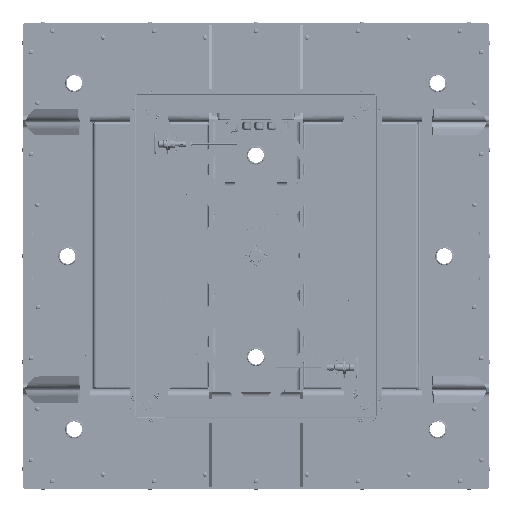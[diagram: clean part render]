
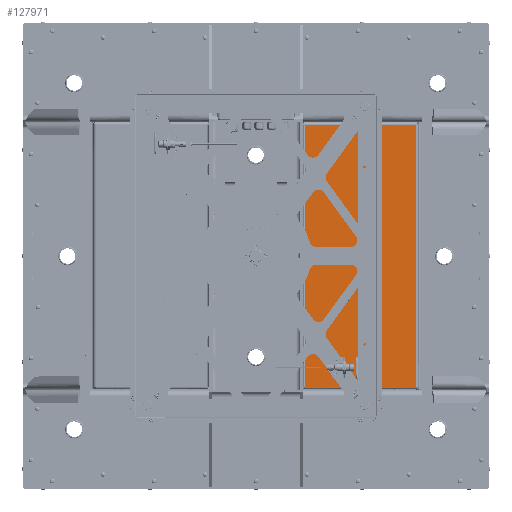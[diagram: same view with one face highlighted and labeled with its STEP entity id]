
A CAD part, top view. The second image highlights one B-rep face of the part: STEP entity #127971.
In plain terms, the highlighted planar face has unit normal (0, 0, 1).
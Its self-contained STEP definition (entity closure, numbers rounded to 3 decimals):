
#4332=PLANE('',#136270);
#8487=FACE_OUTER_BOUND('',#15834,.T.);
#15834=EDGE_LOOP('',(#83602,#83603,#83604,#83605));
#24587=LINE('',#190290,#34422);
#24620=LINE('',#190864,#34455);
#24655=LINE('',#190970,#34490);
#24660=LINE('',#191036,#34495);
#34422=VECTOR('',#151597,10.);
#34455=VECTOR('',#151668,10.);
#34490=VECTOR('',#151747,10.);
#34495=VECTOR('',#151776,10.);
#51941=VERTEX_POINT('',#190278);
#51942=VERTEX_POINT('',#190289);
#51965=VERTEX_POINT('',#190541);
#51973=VERTEX_POINT('',#190674);
#64205=EDGE_CURVE('',#51941,#51942,#24587,.T.);
#64268=EDGE_CURVE('',#51941,#51965,#24620,.T.);
#64310=EDGE_CURVE('',#51973,#51942,#24655,.T.);
#64323=EDGE_CURVE('',#51965,#51973,#24660,.T.);
#83602=ORIENTED_EDGE('',*,*,#64268,.T.);
#83603=ORIENTED_EDGE('',*,*,#64323,.T.);
#83604=ORIENTED_EDGE('',*,*,#64310,.T.);
#83605=ORIENTED_EDGE('',*,*,#64205,.F.);
#127971=ADVANCED_FACE('',(#8487),#4332,.T.);
#136270=AXIS2_PLACEMENT_3D('',#191037,#151777,#151778);
#151597=DIRECTION('',(0.,-1.,0.));
#151668=DIRECTION('',(-1.,0.,0.));
#151747=DIRECTION('',(1.,0.,0.));
#151776=DIRECTION('',(0.,-1.,0.));
#151777=DIRECTION('center_axis',(0.,0.,
1.));
#151778=DIRECTION('ref_axis',(1.,0.,0.));
#190278=CARTESIAN_POINT('',(361.,296.,155.086));
#190289=CARTESIAN_POINT('',(361.,-295.,155.086));
#190290=CARTESIAN_POINT('',(361.,302.,155.086));
#190541=CARTESIAN_POINT('',(111.,296.,155.086));
#190674=CARTESIAN_POINT('',(111.,-295.,155.086));
#190864=CARTESIAN_POINT('',(169.,296.,155.086));
#190970=CARTESIAN_POINT('',(172.005,-295.,155.086));
#191036=CARTESIAN_POINT('',(111.,-147.25,155.086));
#191037=CARTESIAN_POINT('Origin',(233.,0.5,155.086));
